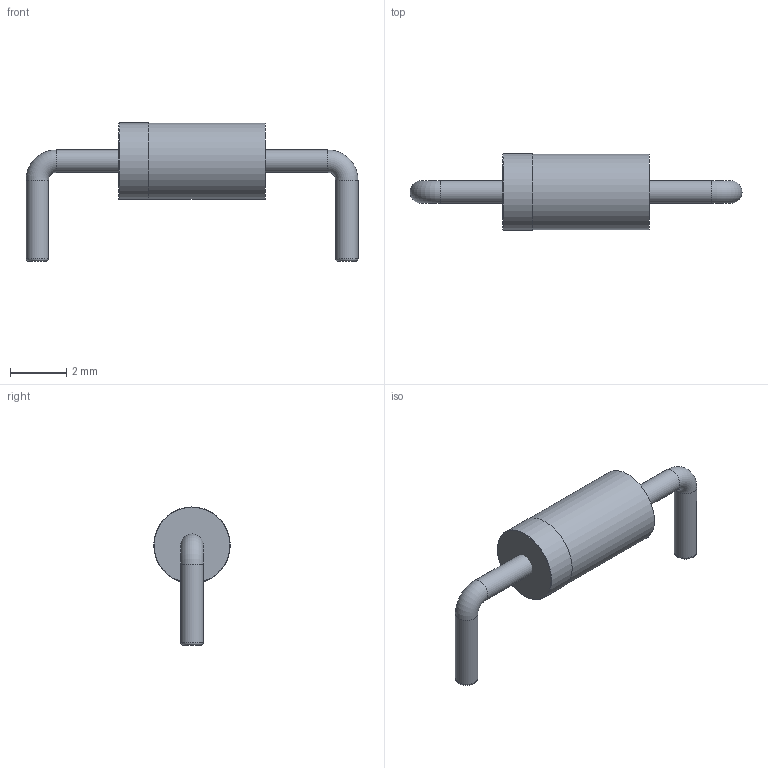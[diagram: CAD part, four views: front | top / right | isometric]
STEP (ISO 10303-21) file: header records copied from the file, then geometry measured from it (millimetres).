
FILE_DESCRIPTION(/* description */ (''),/* implementation_level */ '2;1');
FILE_NAME(/* name */ 'Diode-DO-41.step',/* time_stamp */ '2023-10-22T18:56:20+02:00',/* author */ (''),/* organization */ (''),/* preprocessor_version */ 'ST-DEVELOPER v20',/* originating_system */ 'Autodesk Translation Framework v12.14.0.127',/* authorisation */ '');
FILE_SCHEMA (('AUTOMOTIVE_DESIGN { 1 0 10303 214 3 1 1 }'));
Length unit declared in the file: millimetre
Products named in the file (4): Diode-DO-41; Body; Leads; Markings
Assembly tree (3 placements, depth 2):
  Diode-DO-41
    Body
    Leads
    Markings
Bounding box: 11.8 x 2.72 x 4.91 mm (x, y, z)
Volume: 44.6 mm3; surface area: 120.9 mm2
Topology: 3 solids, 3 shells, 15 faces, 27 edges, 18 vertices
Faces by surface type: plane 6, cylinder 5, torus 4
Full cylindrical faces by diameter (mm): 0.8 x3, 2.7 x1, 2.72 x1
Entity records: 521 total; most frequent: DIRECTION 93, CARTESIAN_POINT 67, ORIENTED_EDGE 54, AXIS2_PLACEMENT_3D 44, EDGE_CURVE 27, CIRCLE 22, VERTEX_POINT 18, FACE_OUTER_BOUND 15
